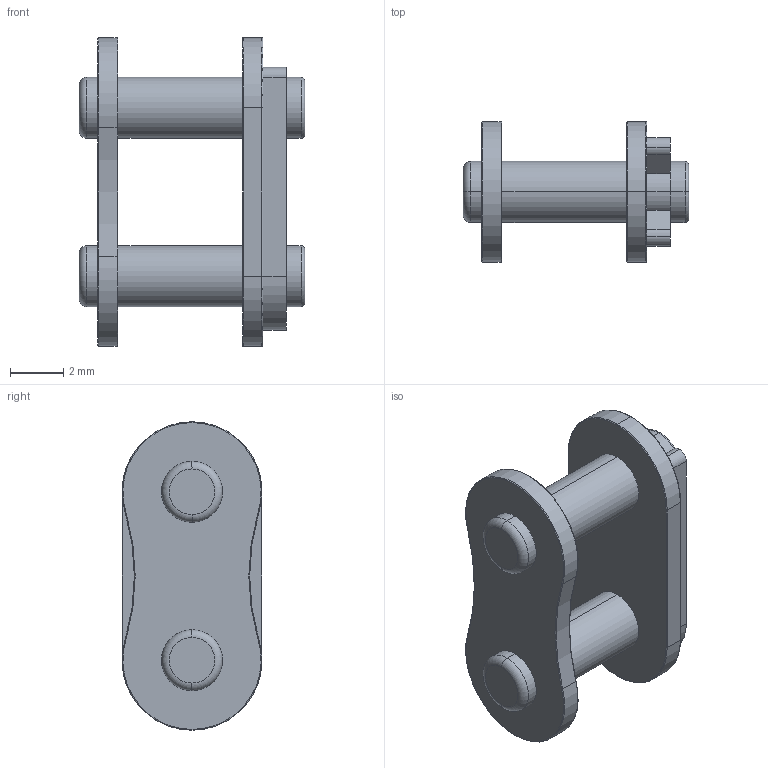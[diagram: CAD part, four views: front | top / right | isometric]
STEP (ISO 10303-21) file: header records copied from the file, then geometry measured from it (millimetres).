
FILE_DESCRIPTION (( 'STEP AP203' ), '1' );
FILE_NAME ('6261K108_Connecting Link for Number 25 Single Strand Roller Chain.STEP', '2023-07-27T14:14:27', ( 'Administrator' ), ( 'Managed by Terraform' ), 'SwSTEP 2.0', 'SolidWorks 2017', '' );
FILE_SCHEMA (( 'CONFIG_CONTROL_DESIGN' ));
Length unit declared in the file: inch
Products named in the file (1): 6261K108_Connecting Link for Number 25 Single Strand Roller Chain
Bounding box: 8.51 x 5.28 x 11.63 mm (x, y, z)
Volume: 156.4 mm3; surface area: 467.3 mm2
Topology: 5 solids, 5 shells, 90 faces, 202 edges, 126 vertices
Faces by surface type: cylinder 44, torus 24, plane 22
Entity records: 2639 total; most frequent: DIRECTION 518, CARTESIAN_POINT 419, ORIENTED_EDGE 404, AXIS2_PLACEMENT_3D 225, EDGE_CURVE 202, CIRCLE 134, VERTEX_POINT 126, EDGE_LOOP 102
